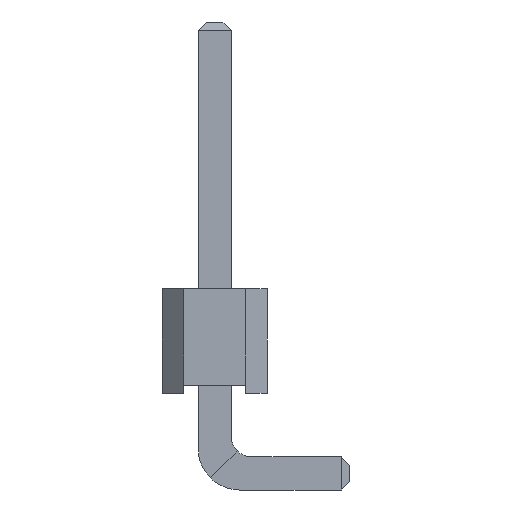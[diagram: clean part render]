
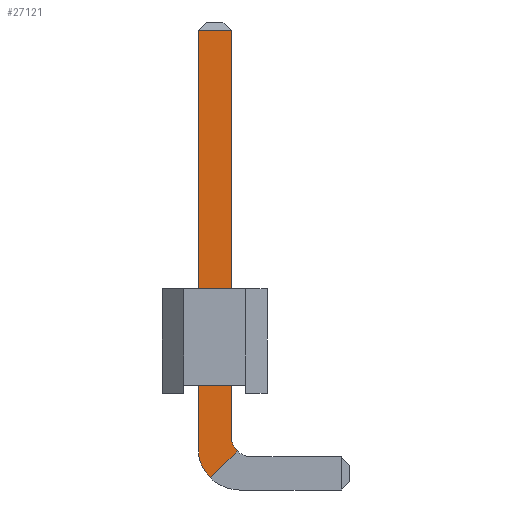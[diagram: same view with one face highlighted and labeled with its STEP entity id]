
A CAD part, front view. The second image highlights one B-rep face of the part: STEP entity #27121.
In plain terms, the highlighted planar face has unit normal (0, -1, 0).
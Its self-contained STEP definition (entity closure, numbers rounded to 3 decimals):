
#26378 = PLANE('',#26379);
#26379 = AXIS2_PLACEMENT_3D('',#26380,#26381,#26382);
#26380 = CARTESIAN_POINT('',(0.4,-52.94,9.));
#26381 = DIRECTION('',(1.,0.,0.));
#26382 = DIRECTION('',(0.,-1.,0.));
#26411 = CYLINDRICAL_SURFACE('',#26412,0.5);
#26412 = AXIS2_PLACEMENT_3D('',#26413,#26414,#26415);
#26413 = CARTESIAN_POINT('',(0.9,-52.94,-1.04));
#26414 = DIRECTION('',(0.,-1.,0.));
#26415 = DIRECTION('',(-1.,0.,0.));
#26472 = CYLINDRICAL_SURFACE('',#26473,1.);
#26473 = AXIS2_PLACEMENT_3D('',#26474,#26475,#26476);
#26474 = CARTESIAN_POINT('',(0.6,-52.94,-1.34));
#26475 = DIRECTION('',(-0.,-1.,0.));
#26476 = DIRECTION('',(-1.,0.,0.));
#26500 = PLANE('',#26501);
#26501 = AXIS2_PLACEMENT_3D('',#26502,#26503,#26504);
#26502 = CARTESIAN_POINT('',(-0.4,-53.74,9.));
#26503 = DIRECTION('',(-1.,0.,0.));
#26504 = DIRECTION('',(0.,1.,0.));
#26543 = VERTEX_POINT('',#26544);
#26544 = CARTESIAN_POINT('',(0.4,-53.74,8.8));
#26570 = EDGE_CURVE('',#26543,#26571,#26573,.T.);
#26571 = VERTEX_POINT('',#26572);
#26572 = CARTESIAN_POINT('',(0.4,-53.74,-1.04));
#26573 = SURFACE_CURVE('',#26574,(#26578,#26585),.PCURVE_S1.);
#26574 = LINE('',#26575,#26576);
#26575 = CARTESIAN_POINT('',(0.4,-53.74,9.));
#26576 = VECTOR('',#26577,1.);
#26577 = DIRECTION('',(0.,0.,-1.));
#26578 = PCURVE('',#26378,#26579);
#26579 = DEFINITIONAL_REPRESENTATION('',(#26580),#26584);
#26580 = LINE('',#26581,#26582);
#26581 = CARTESIAN_POINT('',(0.8,0.));
#26582 = VECTOR('',#26583,1.);
#26583 = DIRECTION('',(0.,1.));
#26584 = ( GEOMETRIC_REPRESENTATION_CONTEXT(2) 
PARAMETRIC_REPRESENTATION_CONTEXT() REPRESENTATION_CONTEXT('2D SPACE',''
  ) );
#26585 = PCURVE('',#26586,#26591);
#26586 = PLANE('',#26587);
#26587 = AXIS2_PLACEMENT_3D('',#26588,#26589,#26590);
#26588 = CARTESIAN_POINT('',(0.4,-53.74,9.));
#26589 = DIRECTION('',(-0.,-1.,0.));
#26590 = DIRECTION('',(-1.,0.,0.));
#26591 = DEFINITIONAL_REPRESENTATION('',(#26592),#26596);
#26592 = LINE('',#26593,#26594);
#26593 = CARTESIAN_POINT('',(0.,0.));
#26594 = VECTOR('',#26595,1.);
#26595 = DIRECTION('',(0.,1.));
#26596 = ( GEOMETRIC_REPRESENTATION_CONTEXT(2) 
PARAMETRIC_REPRESENTATION_CONTEXT() REPRESENTATION_CONTEXT('2D SPACE',''
  ) );
#26761 = VERTEX_POINT('',#26762);
#26762 = CARTESIAN_POINT('',(0.546,-53.74,-1.394));
#26777 = PLANE('',#26778);
#26778 = AXIS2_PLACEMENT_3D('',#26779,#26780,#26781);
#26779 = CARTESIAN_POINT('',(0.,-53.74,-1.54));
#26780 = DIRECTION('',(0.,-1.,0.));
#26781 = DIRECTION('',(0.,0.,-1.));
#26789 = EDGE_CURVE('',#26571,#26761,#26790,.T.);
#26790 = SURFACE_CURVE('',#26791,(#26796,#26803),.PCURVE_S1.);
#26791 = CIRCLE('',#26792,0.5);
#26792 = AXIS2_PLACEMENT_3D('',#26793,#26794,#26795);
#26793 = CARTESIAN_POINT('',(0.9,-53.74,-1.04));
#26794 = DIRECTION('',(0.,-1.,0.));
#26795 = DIRECTION('',(0.,0.,-1.));
#26796 = PCURVE('',#26411,#26797);
#26797 = DEFINITIONAL_REPRESENTATION('',(#26798),#26802);
#26798 = LINE('',#26799,#26800);
#26799 = CARTESIAN_POINT('',(-4.712,0.8));
#26800 = VECTOR('',#26801,1.);
#26801 = DIRECTION('',(1.,0.));
#26802 = ( GEOMETRIC_REPRESENTATION_CONTEXT(2) 
PARAMETRIC_REPRESENTATION_CONTEXT() REPRESENTATION_CONTEXT('2D SPACE',''
  ) );
#26803 = PCURVE('',#26586,#26804);
#26804 = DEFINITIONAL_REPRESENTATION('',(#26805),#26809);
#26805 = CIRCLE('',#26806,0.5);
#26806 = AXIS2_PLACEMENT_2D('',#26807,#26808);
#26807 = CARTESIAN_POINT('',(-0.5,10.04));
#26808 = DIRECTION('',(0.,1.));
#26809 = ( GEOMETRIC_REPRESENTATION_CONTEXT(2) 
PARAMETRIC_REPRESENTATION_CONTEXT() REPRESENTATION_CONTEXT('2D SPACE',''
  ) );
#26815 = EDGE_CURVE('',#26816,#26818,#26820,.T.);
#26816 = VERTEX_POINT('',#26817);
#26817 = CARTESIAN_POINT('',(-0.4,-53.74,8.8));
#26818 = VERTEX_POINT('',#26819);
#26819 = CARTESIAN_POINT('',(-0.4,-53.74,-1.34));
#26820 = SURFACE_CURVE('',#26821,(#26825,#26832),.PCURVE_S1.);
#26821 = LINE('',#26822,#26823);
#26822 = CARTESIAN_POINT('',(-0.4,-53.74,9.));
#26823 = VECTOR('',#26824,1.);
#26824 = DIRECTION('',(0.,0.,-1.));
#26825 = PCURVE('',#26500,#26826);
#26826 = DEFINITIONAL_REPRESENTATION('',(#26827),#26831);
#26827 = LINE('',#26828,#26829);
#26828 = CARTESIAN_POINT('',(0.,0.));
#26829 = VECTOR('',#26830,1.);
#26830 = DIRECTION('',(0.,1.));
#26831 = ( GEOMETRIC_REPRESENTATION_CONTEXT(2) 
PARAMETRIC_REPRESENTATION_CONTEXT() REPRESENTATION_CONTEXT('2D SPACE',''
  ) );
#26832 = PCURVE('',#26586,#26833);
#26833 = DEFINITIONAL_REPRESENTATION('',(#26834),#26838);
#26834 = LINE('',#26835,#26836);
#26835 = CARTESIAN_POINT('',(0.8,0.));
#26836 = VECTOR('',#26837,1.);
#26837 = DIRECTION('',(0.,1.));
#26838 = ( GEOMETRIC_REPRESENTATION_CONTEXT(2) 
PARAMETRIC_REPRESENTATION_CONTEXT() REPRESENTATION_CONTEXT('2D SPACE',''
  ) );
#27022 = VERTEX_POINT('',#27023);
#27023 = CARTESIAN_POINT('',(-0.107,-53.74,-2.047));
#27045 = EDGE_CURVE('',#26818,#27022,#27046,.T.);
#27046 = SURFACE_CURVE('',#27047,(#27052,#27059),.PCURVE_S1.);
#27047 = CIRCLE('',#27048,1.);
#27048 = AXIS2_PLACEMENT_3D('',#27049,#27050,#27051);
#27049 = CARTESIAN_POINT('',(0.6,-53.74,-1.34));
#27050 = DIRECTION('',(0.,-1.,0.));
#27051 = DIRECTION('',(0.,0.,-1.));
#27052 = PCURVE('',#26472,#27053);
#27053 = DEFINITIONAL_REPRESENTATION('',(#27054),#27058);
#27054 = LINE('',#27055,#27056);
#27055 = CARTESIAN_POINT('',(-4.712,0.8));
#27056 = VECTOR('',#27057,1.);
#27057 = DIRECTION('',(1.,0.));
#27058 = ( GEOMETRIC_REPRESENTATION_CONTEXT(2) 
PARAMETRIC_REPRESENTATION_CONTEXT() REPRESENTATION_CONTEXT('2D SPACE',''
  ) );
#27059 = PCURVE('',#26586,#27060);
#27060 = DEFINITIONAL_REPRESENTATION('',(#27061),#27065);
#27061 = CIRCLE('',#27062,1.);
#27062 = AXIS2_PLACEMENT_2D('',#27063,#27064);
#27063 = CARTESIAN_POINT('',(-0.2,10.34));
#27064 = DIRECTION('',(0.,1.));
#27065 = ( GEOMETRIC_REPRESENTATION_CONTEXT(2) 
PARAMETRIC_REPRESENTATION_CONTEXT() REPRESENTATION_CONTEXT('2D SPACE',''
  ) );
#27089 = PLANE('',#27090);
#27090 = AXIS2_PLACEMENT_3D('',#27091,#27092,#27093);
#27091 = CARTESIAN_POINT('',(0.4,-53.64,8.9));
#27092 = DIRECTION('',(0.,-0.707,0.707
    ));
#27093 = DIRECTION('',(-1.,0.,0.));
#27121 = ADVANCED_FACE('',(#27122),#26586,.T.);
#27122 = FACE_BOUND('',#27123,.T.);
#27123 = EDGE_LOOP('',(#27124,#27125,#27146,#27147,#27148,#27169));
#27124 = ORIENTED_EDGE('',*,*,#26570,.F.);
#27125 = ORIENTED_EDGE('',*,*,#27126,.T.);
#27126 = EDGE_CURVE('',#26543,#26816,#27127,.T.);
#27127 = SURFACE_CURVE('',#27128,(#27132,#27139),.PCURVE_S1.);
#27128 = LINE('',#27129,#27130);
#27129 = CARTESIAN_POINT('',(0.4,-53.74,8.8));
#27130 = VECTOR('',#27131,1.);
#27131 = DIRECTION('',(-1.,0.,0.));
#27132 = PCURVE('',#26586,#27133);
#27133 = DEFINITIONAL_REPRESENTATION('',(#27134),#27138);
#27134 = LINE('',#27135,#27136);
#27135 = CARTESIAN_POINT('',(0.,0.2));
#27136 = VECTOR('',#27137,1.);
#27137 = DIRECTION('',(1.,0.));
#27138 = ( GEOMETRIC_REPRESENTATION_CONTEXT(2) 
PARAMETRIC_REPRESENTATION_CONTEXT() REPRESENTATION_CONTEXT('2D SPACE',''
  ) );
#27139 = PCURVE('',#27089,#27140);
#27140 = DEFINITIONAL_REPRESENTATION('',(#27141),#27145);
#27141 = LINE('',#27142,#27143);
#27142 = CARTESIAN_POINT('',(0.,0.141));
#27143 = VECTOR('',#27144,1.);
#27144 = DIRECTION('',(1.,0.));
#27145 = ( GEOMETRIC_REPRESENTATION_CONTEXT(2) 
PARAMETRIC_REPRESENTATION_CONTEXT() REPRESENTATION_CONTEXT('2D SPACE',''
  ) );
#27146 = ORIENTED_EDGE('',*,*,#26815,.T.);
#27147 = ORIENTED_EDGE('',*,*,#27045,.T.);
#27148 = ORIENTED_EDGE('',*,*,#27149,.F.);
#27149 = EDGE_CURVE('',#26761,#27022,#27150,.T.);
#27150 = SURFACE_CURVE('',#27151,(#27155,#27162),.PCURVE_S1.);
#27151 = LINE('',#27152,#27153);
#27152 = CARTESIAN_POINT('',(0.4,-53.74,-1.54));
#27153 = VECTOR('',#27154,1.);
#27154 = DIRECTION('',(-0.707,0.,
    -0.707));
#27155 = PCURVE('',#26586,#27156);
#27156 = DEFINITIONAL_REPRESENTATION('',(#27157),#27161);
#27157 = LINE('',#27158,#27159);
#27158 = CARTESIAN_POINT('',(0.,10.54));
#27159 = VECTOR('',#27160,1.);
#27160 = DIRECTION('',(0.707,0.707));
#27161 = ( GEOMETRIC_REPRESENTATION_CONTEXT(2) 
PARAMETRIC_REPRESENTATION_CONTEXT() REPRESENTATION_CONTEXT('2D SPACE',''
  ) );
#27162 = PCURVE('',#26777,#27163);
#27163 = DEFINITIONAL_REPRESENTATION('',(#27164),#27168);
#27164 = LINE('',#27165,#27166);
#27165 = CARTESIAN_POINT('',(0.,0.4));
#27166 = VECTOR('',#27167,1.);
#27167 = DIRECTION('',(0.707,-0.707));
#27168 = ( GEOMETRIC_REPRESENTATION_CONTEXT(2) 
PARAMETRIC_REPRESENTATION_CONTEXT() REPRESENTATION_CONTEXT('2D SPACE',''
  ) );
#27169 = ORIENTED_EDGE('',*,*,#26789,.F.);
